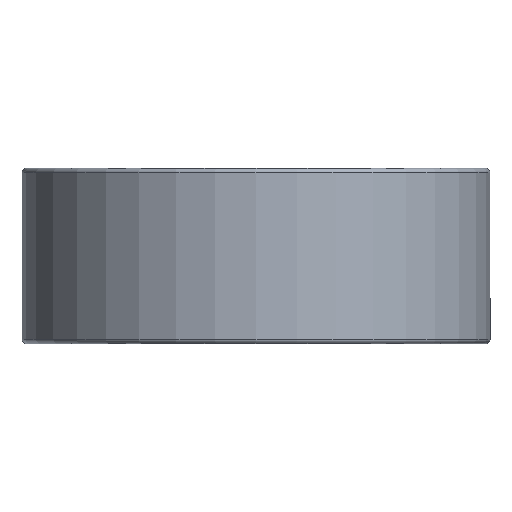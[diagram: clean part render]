
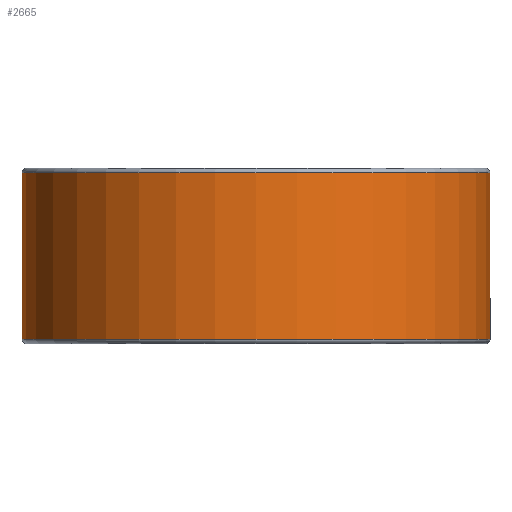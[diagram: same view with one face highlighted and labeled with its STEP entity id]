
A CAD part, left-side view. The second image highlights one B-rep face of the part: STEP entity #2665.
In plain terms, the highlighted cylindrical face has radius 12.7 mm (diameter 25.4 mm), a partial arc.
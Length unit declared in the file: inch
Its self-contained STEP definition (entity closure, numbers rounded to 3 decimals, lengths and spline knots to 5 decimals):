
#93 = DIRECTION ( 'NONE',  ( 0., 0., 1. ) ) ;
#229 = CARTESIAN_POINT ( 'NONE',  ( 0., 0.5, 0.1775 ) ) ;
#236 = AXIS2_PLACEMENT_3D ( 'NONE', #3926, #3174, #2745 ) ;
#270 = DIRECTION ( 'NONE',  ( 0., 0., 1. ) ) ;
#412 = AXIS2_PLACEMENT_3D ( 'NONE', #2527, #93, #4057 ) ;
#521 = VERTEX_POINT ( 'NONE', #229 ) ;
#582 = AXIS2_PLACEMENT_3D ( 'NONE', #4833, #4912, #4535 ) ;
#617 = CARTESIAN_POINT ( 'NONE',  ( 0., 0.5, 0.1875 ) ) ;
#955 = ORIENTED_EDGE ( 'NONE', *, *, #2905, .T. ) ;
#1105 = LINE ( 'NONE', #3635, #3919 ) ;
#1242 = EDGE_CURVE ( 'NONE', #4026, #521, #2276, .T. ) ;
#1811 = ORIENTED_EDGE ( 'NONE', *, *, #1242, .F. ) ;
#1878 = DIRECTION ( 'NONE',  ( 0., 0., 1. ) ) ;
#2275 = VECTOR ( 'NONE', #1878, 39.37008 ) ;
#2276 = LINE ( 'NONE', #617, #2275 ) ;
#2527 = CARTESIAN_POINT ( 'NONE',  ( 0., 0., -0.1775 ) ) ;
#2543 = CARTESIAN_POINT ( 'NONE',  ( 0., -0.5, 0.1775 ) ) ;
#2665 = ADVANCED_FACE ( 'NONE', ( #4117 ), #4512, .T. ) ;
#2745 = DIRECTION ( 'NONE',  ( 0., 1., 0. ) ) ;
#2905 = EDGE_CURVE ( 'NONE', #3188, #521, #3064, .T. ) ;
#2981 = CIRCLE ( 'NONE', #412, 0.5 ) ;
#3005 = ORIENTED_EDGE ( 'NONE', *, *, #4365, .T. ) ;
#3064 = CIRCLE ( 'NONE', #236, 0.5 ) ;
#3174 = DIRECTION ( 'NONE',  ( 0., 0., -1. ) ) ;
#3188 = VERTEX_POINT ( 'NONE', #2543 ) ;
#3606 = EDGE_CURVE ( 'NONE', #4026, #5023, #2981, .T. ) ;
#3635 = CARTESIAN_POINT ( 'NONE',  ( 0., -0.5, 0.1875 ) ) ;
#3919 = VECTOR ( 'NONE', #270, 39.37008 ) ;
#3926 = CARTESIAN_POINT ( 'NONE',  ( 0., 0., 0.1775 ) ) ;
#4026 = VERTEX_POINT ( 'NONE', #4497 ) ;
#4057 = DIRECTION ( 'NONE',  ( 0., -1., 0. ) ) ;
#4117 = FACE_OUTER_BOUND ( 'NONE', #4221, .T. ) ;
#4195 = CARTESIAN_POINT ( 'NONE',  ( 0., -0.5, -0.1775 ) ) ;
#4221 = EDGE_LOOP ( 'NONE', ( #1811, #4823, #3005, #955 ) ) ;
#4365 = EDGE_CURVE ( 'NONE', #5023, #3188, #1105, .T. ) ;
#4497 = CARTESIAN_POINT ( 'NONE',  ( 0., 0.5, -0.1775 ) ) ;
#4512 = CYLINDRICAL_SURFACE ( 'NONE', #582, 0.5 ) ;
#4535 = DIRECTION ( 'NONE',  ( 0., -1., 0. ) ) ;
#4823 = ORIENTED_EDGE ( 'NONE', *, *, #3606, .T. ) ;
#4833 = CARTESIAN_POINT ( 'NONE',  ( 0., 0., 0.1875 ) ) ;
#4912 = DIRECTION ( 'NONE',  ( 0., 0., 1. ) ) ;
#5023 = VERTEX_POINT ( 'NONE', #4195 ) ;
